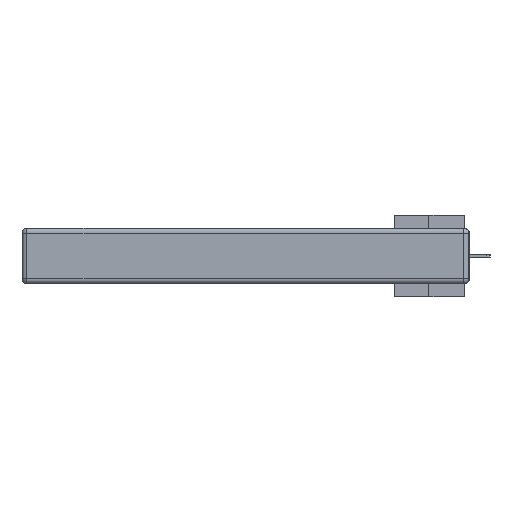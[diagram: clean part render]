
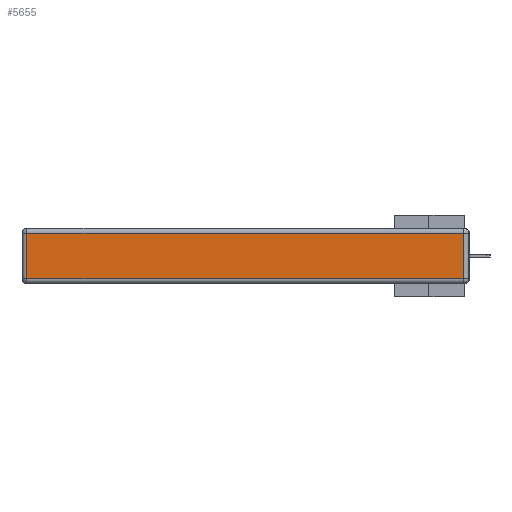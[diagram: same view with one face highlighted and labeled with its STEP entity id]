
A CAD part, left-side view. The second image highlights one B-rep face of the part: STEP entity #5655.
In plain terms, the highlighted planar face has unit normal (-1, 0, 0).
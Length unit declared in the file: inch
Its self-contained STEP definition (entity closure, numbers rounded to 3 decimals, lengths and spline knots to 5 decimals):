
#484 = FACE_OUTER_BOUND ( 'NONE', #5721, .T. ) ;
#1768 = ORIENTED_EDGE ( 'NONE', *, *, #14028, .T. ) ;
#1899 = ORIENTED_EDGE ( 'NONE', *, *, #27766, .T. ) ;
#2207 = ORIENTED_EDGE ( 'NONE', *, *, #12081, .T. ) ;
#2308 = DIRECTION ( 'NONE',  ( 0., 0., 1. ) ) ;
#2782 = CARTESIAN_POINT ( 'NONE',  ( 0., 0.03, -0.03 ) ) ;
#3321 = DIRECTION ( 'NONE',  ( 0., 0., -1. ) ) ;
#4095 = VERTEX_POINT ( 'NONE', #2782 ) ;
#5458 = ORIENTED_EDGE ( 'NONE', *, *, #8127, .T. ) ;
#5655 = ADVANCED_FACE ( 'NONE', ( #484 ), #16756, .T. ) ;
#5721 = EDGE_LOOP ( 'NONE', ( #1899, #2207, #1768, #5458 ) ) ;
#5794 = CARTESIAN_POINT ( 'NONE',  ( 0., 2.72, -0.03 ) ) ;
#6091 = AXIS2_PLACEMENT_3D ( 'NONE', #8891, #33272, #7386 ) ;
#7386 = DIRECTION ( 'NONE',  ( 0., 0., 1. ) ) ;
#8127 = EDGE_CURVE ( 'NONE', #26733, #30144, #11312, .T. ) ;
#8891 = CARTESIAN_POINT ( 'NONE',  ( 0., 0., -0.343 ) ) ;
#9577 = CARTESIAN_POINT ( 'NONE',  ( 0., 2.75, -0.03 ) ) ;
#10291 = LINE ( 'NONE', #33442, #21909 ) ;
#11312 = LINE ( 'NONE', #17394, #17995 ) ;
#12081 = EDGE_CURVE ( 'NONE', #12717, #4095, #10291, .T. ) ;
#12717 = VERTEX_POINT ( 'NONE', #25505 ) ;
#14028 = EDGE_CURVE ( 'NONE', #4095, #26733, #32577, .T. ) ;
#15866 = CARTESIAN_POINT ( 'NONE',  ( 0., 2.72, -0.313 ) ) ;
#16756 = PLANE ( 'NONE',  #6091 ) ;
#17394 = CARTESIAN_POINT ( 'NONE',  ( 0., 2.72, -0.343 ) ) ;
#17995 = VECTOR ( 'NONE', #3321, 39.37008 ) ;
#21787 = DIRECTION ( 'NONE',  ( 0., -1., 0. ) ) ;
#21909 = VECTOR ( 'NONE', #2308, 39.37008 ) ;
#25505 = CARTESIAN_POINT ( 'NONE',  ( 0., 0.03, -0.313 ) ) ;
#26733 = VERTEX_POINT ( 'NONE', #5794 ) ;
#26780 = VECTOR ( 'NONE', #33235, 39.37008 ) ;
#27766 = EDGE_CURVE ( 'NONE', #30144, #12717, #30141, .T. ) ;
#27798 = CARTESIAN_POINT ( 'NONE',  ( 0., 0., -0.313 ) ) ;
#30141 = LINE ( 'NONE', #27798, #35944 ) ;
#30144 = VERTEX_POINT ( 'NONE', #15866 ) ;
#32577 = LINE ( 'NONE', #9577, #26780 ) ;
#33235 = DIRECTION ( 'NONE',  ( 0., 1., 0. ) ) ;
#33272 = DIRECTION ( 'NONE',  ( -1., 0., 0. ) ) ;
#33442 = CARTESIAN_POINT ( 'NONE',  ( 0., 0.03, -0.343 ) ) ;
#35944 = VECTOR ( 'NONE', #21787, 39.37008 ) ;
